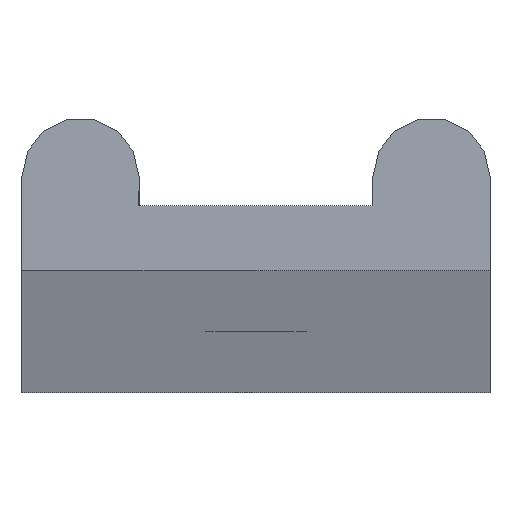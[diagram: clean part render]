
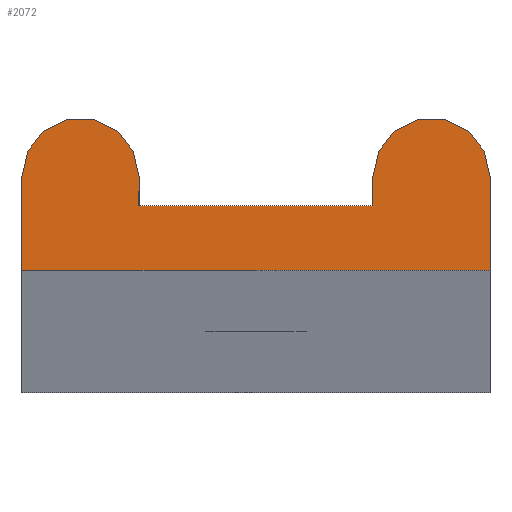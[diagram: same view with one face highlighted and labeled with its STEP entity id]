
A CAD part, top view. The second image highlights one B-rep face of the part: STEP entity #2072.
In plain terms, the highlighted planar face has unit normal (0, 0, 1).
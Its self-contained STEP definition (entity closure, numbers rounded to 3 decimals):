
#244 = CIRCLE ( 'NONE', #9542, 5. ) ;
#257 = VERTEX_POINT ( 'NONE', #9884 ) ;
#588 = ORIENTED_EDGE ( 'NONE', *, *, #1401, .T. ) ;
#591 = AXIS2_PLACEMENT_3D ( 'NONE', #11423, #5257, #12465 ) ;
#630 = VERTEX_POINT ( 'NONE', #7552 ) ;
#709 = ORIENTED_EDGE ( 'NONE', *, *, #5537, .T. ) ;
#886 = FACE_OUTER_BOUND ( 'NONE', #12676, .T. ) ;
#1139 = CARTESIAN_POINT ( 'NONE',  ( 20., 8., 3000. ) ) ;
#1248 = VECTOR ( 'NONE', #3219, 1000. ) ;
#1401 = EDGE_CURVE ( 'NONE', #7998, #9044, #9726, .T. ) ;
#1993 = DIRECTION ( 'NONE',  ( 0., -1., 0. ) ) ;
#2056 = LINE ( 'NONE', #10575, #11563 ) ;
#2072 = ADVANCED_FACE ( 'NONE', ( #886 ), #5593, .F. ) ;
#2207 = EDGE_CURVE ( 'NONE', #13290, #7047, #8266, .T. ) ;
#2393 = VECTOR ( 'NONE', #7879, 1000. ) ;
#2455 = DIRECTION ( 'NONE',  ( 0., 0., -1. ) ) ;
#2461 = CARTESIAN_POINT ( 'NONE',  ( -15., 8., 3000. ) ) ;
#3219 = DIRECTION ( 'NONE',  ( 1., 0., 0. ) ) ;
#3511 = DIRECTION ( 'NONE',  ( 0., 0., 1. ) ) ;
#3886 = CARTESIAN_POINT ( 'NONE',  ( 20., 8., 3000. ) ) ;
#4173 = DIRECTION ( 'NONE',  ( 0., 1., 0. ) ) ;
#4228 = CARTESIAN_POINT ( 'NONE',  ( 10., 5.5, 3000. ) ) ;
#4295 = ORIENTED_EDGE ( 'NONE', *, *, #11275, .T. ) ;
#4555 = AXIS2_PLACEMENT_3D ( 'NONE', #12841, #2455, #11676 ) ;
#5205 = VECTOR ( 'NONE', #11958, 1000. ) ;
#5257 = DIRECTION ( 'NONE',  ( 0., 0., 1. ) ) ;
#5342 = DIRECTION ( 'NONE',  ( -1., 0., 0. ) ) ;
#5346 = EDGE_CURVE ( 'NONE', #13292, #630, #2056, .T. ) ;
#5537 = EDGE_CURVE ( 'NONE', #10727, #13290, #5763, .T. ) ;
#5593 = PLANE ( 'NONE',  #4555 ) ;
#5763 = LINE ( 'NONE', #3886, #2393 ) ;
#6240 = LINE ( 'NONE', #7080, #8014 ) ;
#7047 = VERTEX_POINT ( 'NONE', #7555 ) ;
#7080 = CARTESIAN_POINT ( 'NONE',  ( -10., 8., 3000. ) ) ;
#7552 = CARTESIAN_POINT ( 'NONE',  ( -10., 5.5, 3000. ) ) ;
#7555 = CARTESIAN_POINT ( 'NONE',  ( 10., 8., 3000. ) ) ;
#7787 = LINE ( 'NONE', #8784, #5205 ) ;
#7879 = DIRECTION ( 'NONE',  ( 0., 1., 0. ) ) ;
#7998 = VERTEX_POINT ( 'NONE', #8853 ) ;
#8014 = VECTOR ( 'NONE', #4173, 1000. ) ;
#8147 = ORIENTED_EDGE ( 'NONE', *, *, #11418, .T. ) ;
#8266 = CIRCLE ( 'NONE', #591, 5. ) ;
#8335 = CARTESIAN_POINT ( 'NONE',  ( -20., 0., 3000. ) ) ;
#8699 = EDGE_CURVE ( 'NONE', #257, #7998, #244, .T. ) ;
#8784 = CARTESIAN_POINT ( 'NONE',  ( 10., 8., 3000. ) ) ;
#8853 = CARTESIAN_POINT ( 'NONE',  ( -20., 8., 3000. ) ) ;
#8928 = CARTESIAN_POINT ( 'NONE',  ( 20., 0., 3000. ) ) ;
#9044 = VERTEX_POINT ( 'NONE', #11501 ) ;
#9099 = CARTESIAN_POINT ( 'NONE',  ( -20., 8., 3000. ) ) ;
#9542 = AXIS2_PLACEMENT_3D ( 'NONE', #2461, #3511, #12752 ) ;
#9606 = LINE ( 'NONE', #8335, #1248 ) ;
#9655 = EDGE_CURVE ( 'NONE', #7047, #13292, #7787, .T. ) ;
#9726 = LINE ( 'NONE', #9099, #10196 ) ;
#9884 = CARTESIAN_POINT ( 'NONE',  ( -10., 8., 3000. ) ) ;
#10150 = ORIENTED_EDGE ( 'NONE', *, *, #5346, .T. ) ;
#10196 = VECTOR ( 'NONE', #1993, 1000. ) ;
#10575 = CARTESIAN_POINT ( 'NONE',  ( 10.67, 5.5, 3000. ) ) ;
#10727 = VERTEX_POINT ( 'NONE', #8928 ) ;
#11275 = EDGE_CURVE ( 'NONE', #630, #257, #6240, .T. ) ;
#11372 = ORIENTED_EDGE ( 'NONE', *, *, #9655, .T. ) ;
#11418 = EDGE_CURVE ( 'NONE', #9044, #10727, #9606, .T. ) ;
#11423 = CARTESIAN_POINT ( 'NONE',  ( 15., 8., 3000. ) ) ;
#11501 = CARTESIAN_POINT ( 'NONE',  ( -20., 0., 3000. ) ) ;
#11563 = VECTOR ( 'NONE', #5342, 1000. ) ;
#11676 = DIRECTION ( 'NONE',  ( -1., 0., 0. ) ) ;
#11958 = DIRECTION ( 'NONE',  ( 0., -1., 0. ) ) ;
#12215 = ORIENTED_EDGE ( 'NONE', *, *, #2207, .T. ) ;
#12465 = DIRECTION ( 'NONE',  ( 1., 0., 0. ) ) ;
#12538 = ORIENTED_EDGE ( 'NONE', *, *, #8699, .T. ) ;
#12676 = EDGE_LOOP ( 'NONE', ( #12215, #11372, #10150, #4295, #12538, #588, #8147, #709 ) ) ;
#12752 = DIRECTION ( 'NONE',  ( -1., 0., 0. ) ) ;
#12841 = CARTESIAN_POINT ( 'NONE',  ( -15., 8., 3000. ) ) ;
#13290 = VERTEX_POINT ( 'NONE', #1139 ) ;
#13292 = VERTEX_POINT ( 'NONE', #4228 ) ;
